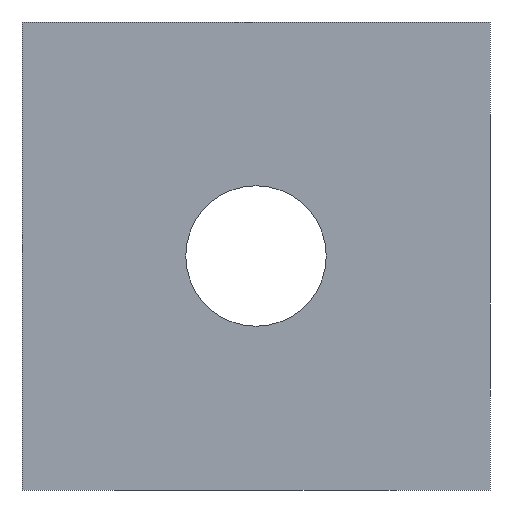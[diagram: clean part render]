
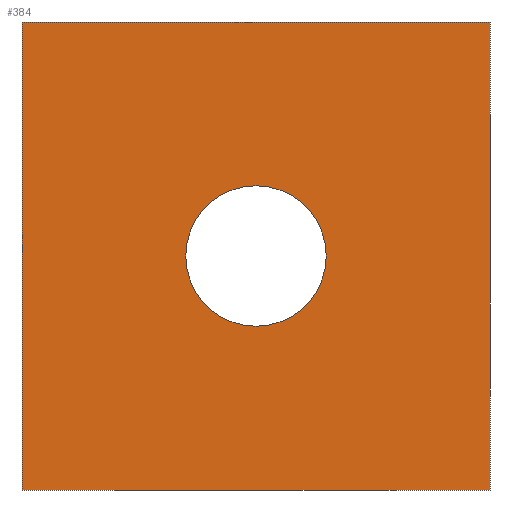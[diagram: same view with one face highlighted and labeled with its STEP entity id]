
A CAD part, front view. The second image highlights one B-rep face of the part: STEP entity #384.
In plain terms, the highlighted planar face has unit normal (0, -1, 0).
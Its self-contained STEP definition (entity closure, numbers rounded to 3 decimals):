
#15=FACE_BOUND('',#57,.T.);
#21=PLANE('',#436);
#34=FACE_OUTER_BOUND('',#56,.T.);
#56=EDGE_LOOP('',(#276,#277,#278,#279));
#57=EDGE_LOOP('',(#280));
#104=LINE('',#658,#124);
#105=LINE('',#660,#125);
#106=LINE('',#662,#126);
#107=LINE('',#663,#127);
#124=VECTOR('',#524,10.);
#125=VECTOR('',#525,10.);
#126=VECTOR('',#526,10.);
#127=VECTOR('',#527,10.);
#148=CIRCLE('',#435,1.5);
#169=VERTEX_POINT('',#652);
#170=VERTEX_POINT('',#656);
#171=VERTEX_POINT('',#657);
#172=VERTEX_POINT('',#659);
#173=VERTEX_POINT('',#661);
#208=EDGE_CURVE('',#169,#169,#148,.T.);
#210=EDGE_CURVE('',#170,#171,#104,.T.);
#211=EDGE_CURVE('',#172,#170,#105,.T.);
#212=EDGE_CURVE('',#173,#172,#106,.T.);
#213=EDGE_CURVE('',#173,#171,#107,.T.);
#276=ORIENTED_EDGE('',*,*,#210,.F.);
#277=ORIENTED_EDGE('',*,*,#211,.F.);
#278=ORIENTED_EDGE('',*,*,#212,.F.);
#279=ORIENTED_EDGE('',*,*,#213,.T.);
#280=ORIENTED_EDGE('',*,*,#208,.T.);
#384=ADVANCED_FACE('',(#34,#15),#21,.T.);
#435=AXIS2_PLACEMENT_3D('',#653,#519,#520);
#436=AXIS2_PLACEMENT_3D('',#655,#522,#523);
#519=DIRECTION('center_axis',(0.,1.,0.));
#520=DIRECTION('ref_axis',(0.,0.,1.));
#522=DIRECTION('center_axis',(0.,-1.,0.));
#523=DIRECTION('ref_axis',(0.,0.,-1.));
#524=DIRECTION('',(1.,0.,0.));
#525=DIRECTION('',(0.,0.,1.));
#526=DIRECTION('',(-1.,0.,0.));
#527=DIRECTION('',(0.,0.,1.));
#652=CARTESIAN_POINT('',(0.,-5.,1.5));
#653=CARTESIAN_POINT('Origin',(0.,-5.,0.));
#655=CARTESIAN_POINT('Origin',(5.,-5.,0.));
#656=CARTESIAN_POINT('',(-5.,-5.,5.));
#657=CARTESIAN_POINT('',(5.,-5.,5.));
#658=CARTESIAN_POINT('',(-5.,-5.,5.));
#659=CARTESIAN_POINT('',(-5.,-5.,-5.));
#660=CARTESIAN_POINT('',(-5.,-5.,-5.));
#661=CARTESIAN_POINT('',(5.,-5.,-5.));
#662=CARTESIAN_POINT('',(5.,-5.,-5.));
#663=CARTESIAN_POINT('',(5.,-5.,-5.));
